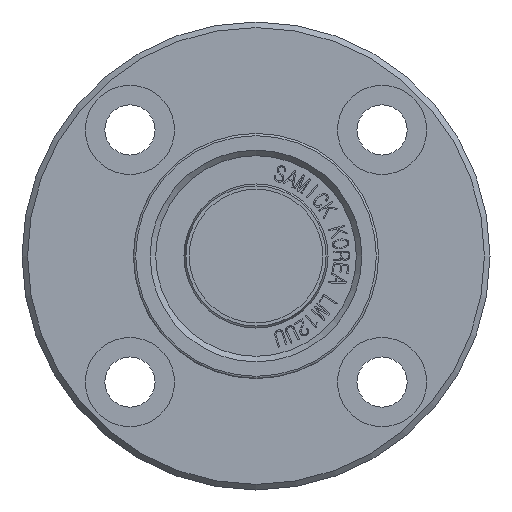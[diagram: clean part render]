
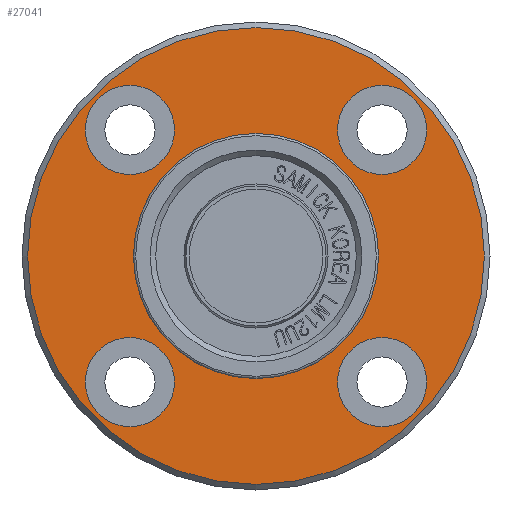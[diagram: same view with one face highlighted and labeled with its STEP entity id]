
A CAD part, front view. The second image highlights one B-rep face of the part: STEP entity #27041.
In plain terms, the highlighted planar face has unit normal (0, -1, 0).
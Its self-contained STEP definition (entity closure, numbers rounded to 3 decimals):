
#26651=CARTESIAN_POINT('',(-7.314,-16.,-11.314));
#26652=VERTEX_POINT('',#26651);
#26653=CARTESIAN_POINT('',(-11.314,-16.,-11.314));
#26654=DIRECTION('',(0.0,1.0,0.0));
#26655=DIRECTION('',(1.0,0.0,0.0));
#26656=AXIS2_PLACEMENT_3D('',#26653,#26654,#26655);
#26657=CIRCLE('',#26656,4.0);
#26658=EDGE_CURVE('',#26652,#26652,#26657,.T.);
#26719=CARTESIAN_POINT('',(15.314,-16.,-11.314));
#26720=VERTEX_POINT('',#26719);
#26721=CARTESIAN_POINT('',(11.314,-16.,-11.314));
#26722=DIRECTION('',(0.0,1.0,0.0));
#26723=DIRECTION('',(1.0,0.0,0.0));
#26724=AXIS2_PLACEMENT_3D('',#26721,#26722,#26723);
#26725=CIRCLE('',#26724,4.0);
#26726=EDGE_CURVE('',#26720,#26720,#26725,.T.);
#26787=CARTESIAN_POINT('',(15.314,-16.,11.314));
#26788=VERTEX_POINT('',#26787);
#26789=CARTESIAN_POINT('',(11.314,-16.,11.314));
#26790=DIRECTION('',(0.0,1.0,0.0));
#26791=DIRECTION('',(1.0,0.0,0.0));
#26792=AXIS2_PLACEMENT_3D('',#26789,#26790,#26791);
#26793=CIRCLE('',#26792,4.0);
#26794=EDGE_CURVE('',#26788,#26788,#26793,.T.);
#26855=CARTESIAN_POINT('',(-7.314,-16.,11.314));
#26856=VERTEX_POINT('',#26855);
#26857=CARTESIAN_POINT('',(-11.314,-16.,11.314));
#26858=DIRECTION('',(0.0,1.0,0.0));
#26859=DIRECTION('',(1.0,0.0,0.0));
#26860=AXIS2_PLACEMENT_3D('',#26857,#26858,#26859);
#26861=CIRCLE('',#26860,4.0);
#26862=EDGE_CURVE('',#26856,#26856,#26861,.T.);
#26895=CARTESIAN_POINT('',(11.0,-16.,0.0));
#26896=VERTEX_POINT('',#26895);
#26897=CARTESIAN_POINT('',(0.0,-16.,0.0));
#26898=DIRECTION('',(0.0,-1.0,0.0));
#26899=DIRECTION('',(1.0,0.0,0.0));
#26900=AXIS2_PLACEMENT_3D('',#26897,#26898,#26899);
#26901=CIRCLE('',#26900,11.0);
#26902=EDGE_CURVE('',#26896,#26896,#26901,.T.);
#27003=CARTESIAN_POINT('',(20.5,-16.,0.0));
#27004=VERTEX_POINT('',#27003);
#27005=CARTESIAN_POINT('',(0.0,-16.,0.0));
#27006=DIRECTION('',(0.0,-1.0,0.0));
#27007=DIRECTION('',(1.0,0.0,0.0));
#27008=AXIS2_PLACEMENT_3D('',#27005,#27006,#27007);
#27009=CIRCLE('',#27008,20.5);
#27010=EDGE_CURVE('',#27004,#27004,#27009,.T.);
#27018=CARTESIAN_POINT('',(15.75,-16.,0.0));
#27019=DIRECTION('',(0.0,-1.0,0.0));
#27020=DIRECTION('',(0.0,0.0,-1.0));
#27021=AXIS2_PLACEMENT_3D('',#27018,#27019,#27020);
#27022=PLANE('',#27021);
#27023=ORIENTED_EDGE('',*,*,#27010,.T.);
#27024=EDGE_LOOP('',(#27023));
#27025=FACE_OUTER_BOUND('',#27024,.T.);
#27026=ORIENTED_EDGE('',*,*,#26658,.T.);
#27027=EDGE_LOOP('',(#27026));
#27028=FACE_BOUND('',#27027,.T.);
#27029=ORIENTED_EDGE('',*,*,#26726,.T.);
#27030=EDGE_LOOP('',(#27029));
#27031=FACE_BOUND('',#27030,.T.);
#27032=ORIENTED_EDGE('',*,*,#26794,.T.);
#27033=EDGE_LOOP('',(#27032));
#27034=FACE_BOUND('',#27033,.T.);
#27035=ORIENTED_EDGE('',*,*,#26862,.T.);
#27036=EDGE_LOOP('',(#27035));
#27037=FACE_BOUND('',#27036,.T.);
#27038=ORIENTED_EDGE('',*,*,#26902,.F.);
#27039=EDGE_LOOP('',(#27038));
#27040=FACE_BOUND('',#27039,.T.);
#27041=ADVANCED_FACE('',(#27025,#27028,#27031,#27034,#27037,#27040),#27022,.T.);
